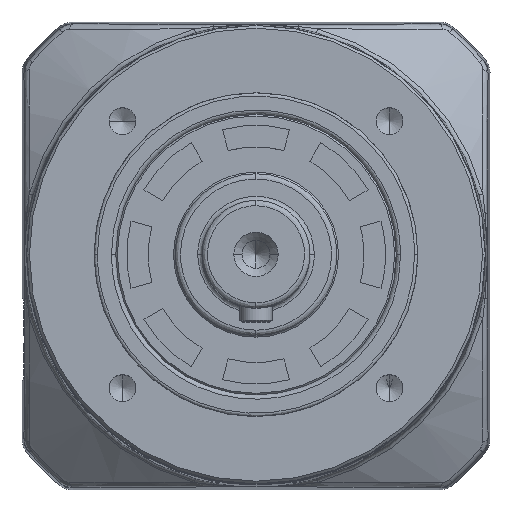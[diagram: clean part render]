
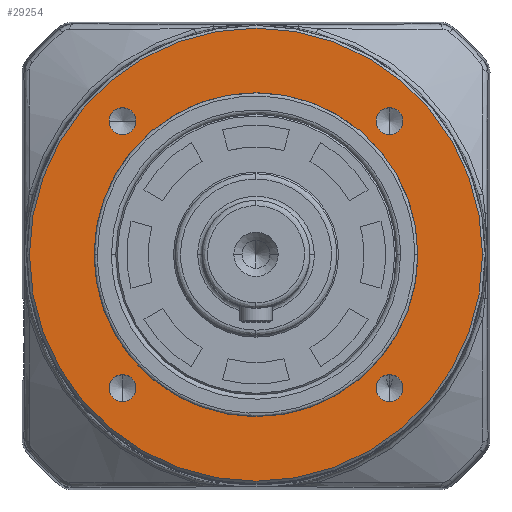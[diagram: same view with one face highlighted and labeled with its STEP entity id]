
A CAD part, top view. The second image highlights one B-rep face of the part: STEP entity #29254.
In plain terms, the highlighted planar face has unit normal (0, 0, 1).
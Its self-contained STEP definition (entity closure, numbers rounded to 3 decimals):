
#593 = CARTESIAN_POINT ( 'NONE',  ( -22.249, 24.749, 41.5 ) ) ;
#1507 = EDGE_LOOP ( 'NONE', ( #33465, #32026 ) ) ;
#2025 = DIRECTION ( 'NONE',  ( 1., 0., 0. ) ) ;
#2081 = DIRECTION ( 'NONE',  ( 0., 0., -1. ) ) ;
#2087 = CARTESIAN_POINT ( 'NONE',  ( -24.749, 24.749, 41.5 ) ) ;
#2173 = CIRCLE ( 'NONE', #5663, 2.5 ) ;
#2734 = ORIENTED_EDGE ( 'NONE', *, *, #39991, .T. ) ;
#3245 = PLANE ( 'NONE',  #47234 ) ;
#3954 = ORIENTED_EDGE ( 'NONE', *, *, #34200, .T. ) ;
#4401 = AXIS2_PLACEMENT_3D ( 'NONE', #2087, #2081, #2025 ) ;
#4526 = CIRCLE ( 'NONE', #40561, 42. ) ;
#4902 = FACE_BOUND ( 'NONE', #12029, .T. ) ;
#5517 = EDGE_CURVE ( 'NONE', #19045, #25507, #33093, .T. ) ;
#5663 = AXIS2_PLACEMENT_3D ( 'NONE', #34338, #34229, #34220 ) ;
#6591 = AXIS2_PLACEMENT_3D ( 'NONE', #30704, #7829, #34483 ) ;
#6888 = VERTEX_POINT ( 'NONE', #48241 ) ;
#7679 = CIRCLE ( 'NONE', #9857, 30. ) ;
#7691 = EDGE_LOOP ( 'NONE', ( #42563, #2734 ) ) ;
#7829 = DIRECTION ( 'NONE',  ( 0., 0., -1. ) ) ;
#7870 = VERTEX_POINT ( 'NONE', #25575 ) ;
#7957 = VERTEX_POINT ( 'NONE', #20366 ) ;
#8543 = AXIS2_PLACEMENT_3D ( 'NONE', #43140, #43036, #42970 ) ;
#8886 = VERTEX_POINT ( 'NONE', #593 ) ;
#9280 = CARTESIAN_POINT ( 'NONE',  ( 27.249, 24.749, 41.5 ) ) ;
#9857 = AXIS2_PLACEMENT_3D ( 'NONE', #43717, #43707, #43642 ) ;
#10043 = ORIENTED_EDGE ( 'NONE', *, *, #35601, .T. ) ;
#10673 = CARTESIAN_POINT ( 'NONE',  ( 24.749, -24.749, 41.5 ) ) ;
#11736 = CIRCLE ( 'NONE', #46934, 2.5 ) ;
#12029 = EDGE_LOOP ( 'NONE', ( #39340, #36898 ) ) ;
#12136 = EDGE_CURVE ( 'NONE', #16706, #44940, #4526, .T. ) ;
#12415 = AXIS2_PLACEMENT_3D ( 'NONE', #25073, #24910, #24891 ) ;
#12418 = CIRCLE ( 'NONE', #6591, 2.5 ) ;
#12580 = FACE_BOUND ( 'NONE', #30010, .T. ) ;
#13482 = CARTESIAN_POINT ( 'NONE',  ( -27.249, 24.749, 41.5 ) ) ;
#13805 = FACE_BOUND ( 'NONE', #7691, .T. ) ;
#14356 = CARTESIAN_POINT ( 'NONE',  ( -30., 0., 41.5 ) ) ;
#14530 = DIRECTION ( 'NONE',  ( 1., 0., 0. ) ) ;
#16706 = VERTEX_POINT ( 'NONE', #41707 ) ;
#17637 = CIRCLE ( 'NONE', #20777, 2.5 ) ;
#18025 = EDGE_LOOP ( 'NONE', ( #22845, #20329 ) ) ;
#18178 = EDGE_LOOP ( 'NONE', ( #10043, #3954 ) ) ;
#19045 = VERTEX_POINT ( 'NONE', #24669 ) ;
#20329 = ORIENTED_EDGE ( 'NONE', *, *, #12136, .F. ) ;
#20366 = CARTESIAN_POINT ( 'NONE',  ( -27.249, -24.749, 41.5 ) ) ;
#20638 = CARTESIAN_POINT ( 'NONE',  ( 22.249, 24.749, 41.5 ) ) ;
#20777 = AXIS2_PLACEMENT_3D ( 'NONE', #21448, #47982, #25302 ) ;
#21389 = EDGE_CURVE ( 'NONE', #7957, #6888, #25875, .T. ) ;
#21448 = CARTESIAN_POINT ( 'NONE',  ( 24.749, 24.749, 41.5 ) ) ;
#22015 = VERTEX_POINT ( 'NONE', #29659 ) ;
#22531 = VERTEX_POINT ( 'NONE', #9280 ) ;
#22845 = ORIENTED_EDGE ( 'NONE', *, *, #35992, .F. ) ;
#23525 = EDGE_CURVE ( 'NONE', #22015, #7870, #24750, .T. ) ;
#24431 = CARTESIAN_POINT ( 'NONE',  ( -42., 0., 41.5 ) ) ;
#24669 = CARTESIAN_POINT ( 'NONE',  ( 30., 0., 41.5 ) ) ;
#24750 = CIRCLE ( 'NONE', #29629, 2.5 ) ;
#24891 = DIRECTION ( 'NONE',  ( 1., 0., 0. ) ) ;
#24910 = DIRECTION ( 'NONE',  ( 0., 0., -1. ) ) ;
#25073 = CARTESIAN_POINT ( 'NONE',  ( 24.749, 24.749, 41.5 ) ) ;
#25265 = FACE_BOUND ( 'NONE', #18178, .T. ) ;
#25302 = DIRECTION ( 'NONE',  ( 1., 0., 0. ) ) ;
#25507 = VERTEX_POINT ( 'NONE', #14356 ) ;
#25575 = CARTESIAN_POINT ( 'NONE',  ( 27.249, -24.749, 41.5 ) ) ;
#25875 = CIRCLE ( 'NONE', #46252, 2.5 ) ;
#29254 = ADVANCED_FACE ( 'NONE', ( #12580, #34099, #13805, #31727, #4902, #25265 ), #3245, .T. ) ;
#29629 = AXIS2_PLACEMENT_3D ( 'NONE', #30767, #30712, #30703 ) ;
#29659 = CARTESIAN_POINT ( 'NONE',  ( 22.249, -24.749, 41.5 ) ) ;
#30010 = EDGE_LOOP ( 'NONE', ( #37404, #35353 ) ) ;
#30165 = DIRECTION ( 'NONE',  ( -1., 0., 0. ) ) ;
#30225 = DIRECTION ( 'NONE',  ( 0., 0., -1. ) ) ;
#30285 = CARTESIAN_POINT ( 'NONE',  ( 0., 0., 41.5 ) ) ;
#30703 = DIRECTION ( 'NONE',  ( 1., 0., 0. ) ) ;
#30704 = CARTESIAN_POINT ( 'NONE',  ( -24.749, -24.749, 41.5 ) ) ;
#30712 = DIRECTION ( 'NONE',  ( 0., 0., -1. ) ) ;
#30767 = CARTESIAN_POINT ( 'NONE',  ( 24.749, -24.749, 41.5 ) ) ;
#31727 = FACE_BOUND ( 'NONE', #1507, .T. ) ;
#32026 = ORIENTED_EDGE ( 'NONE', *, *, #23525, .T. ) ;
#33093 = CIRCLE ( 'NONE', #33888, 30. ) ;
#33465 = ORIENTED_EDGE ( 'NONE', *, *, #49171, .T. ) ;
#33888 = AXIS2_PLACEMENT_3D ( 'NONE', #40170, #40007, #39994 ) ;
#34099 = FACE_OUTER_BOUND ( 'NONE', #18025, .T. ) ;
#34200 = EDGE_CURVE ( 'NONE', #38327, #8886, #2173, .T. ) ;
#34220 = DIRECTION ( 'NONE',  ( 1., 0., 0. ) ) ;
#34229 = DIRECTION ( 'NONE',  ( 0., 0., -1. ) ) ;
#34338 = CARTESIAN_POINT ( 'NONE',  ( -24.749, 24.749, 41.5 ) ) ;
#34483 = DIRECTION ( 'NONE',  ( 1., 0., 0. ) ) ;
#34821 = VERTEX_POINT ( 'NONE', #20638 ) ;
#35025 = CIRCLE ( 'NONE', #8543, 42. ) ;
#35227 = CIRCLE ( 'NONE', #12415, 2.5 ) ;
#35353 = ORIENTED_EDGE ( 'NONE', *, *, #37216, .T. ) ;
#35601 = EDGE_CURVE ( 'NONE', #8886, #38327, #35613, .T. ) ;
#35613 = CIRCLE ( 'NONE', #4401, 2.5 ) ;
#35992 = EDGE_CURVE ( 'NONE', #44940, #16706, #35025, .T. ) ;
#36898 = ORIENTED_EDGE ( 'NONE', *, *, #21389, .T. ) ;
#37216 = EDGE_CURVE ( 'NONE', #25507, #19045, #7679, .T. ) ;
#37404 = ORIENTED_EDGE ( 'NONE', *, *, #5517, .T. ) ;
#37421 = DIRECTION ( 'NONE',  ( 0., 0., -1. ) ) ;
#38327 = VERTEX_POINT ( 'NONE', #13482 ) ;
#39340 = ORIENTED_EDGE ( 'NONE', *, *, #44681, .T. ) ;
#39991 = EDGE_CURVE ( 'NONE', #34821, #22531, #35227, .T. ) ;
#39994 = DIRECTION ( 'NONE',  ( 1., 0., 0. ) ) ;
#40007 = DIRECTION ( 'NONE',  ( 0., 0., -1. ) ) ;
#40170 = CARTESIAN_POINT ( 'NONE',  ( 0., 0., 41.5 ) ) ;
#40561 = AXIS2_PLACEMENT_3D ( 'NONE', #30285, #30225, #30165 ) ;
#41707 = CARTESIAN_POINT ( 'NONE',  ( 42., 0., 41.5 ) ) ;
#42563 = ORIENTED_EDGE ( 'NONE', *, *, #48619, .T. ) ;
#42970 = DIRECTION ( 'NONE',  ( -1., 0., 0. ) ) ;
#43036 = DIRECTION ( 'NONE',  ( 0., 0., -1. ) ) ;
#43140 = CARTESIAN_POINT ( 'NONE',  ( 0., 0., 41.5 ) ) ;
#43642 = DIRECTION ( 'NONE',  ( 1., 0., 0. ) ) ;
#43707 = DIRECTION ( 'NONE',  ( 0., 0., -1. ) ) ;
#43717 = CARTESIAN_POINT ( 'NONE',  ( 0., 0., 41.5 ) ) ;
#44510 = DIRECTION ( 'NONE',  ( 1., 0., 0. ) ) ;
#44524 = DIRECTION ( 'NONE',  ( 0., 0., -1. ) ) ;
#44572 = CARTESIAN_POINT ( 'NONE',  ( -24.749, -24.749, 41.5 ) ) ;
#44681 = EDGE_CURVE ( 'NONE', #6888, #7957, #12418, .T. ) ;
#44940 = VERTEX_POINT ( 'NONE', #24431 ) ;
#46252 = AXIS2_PLACEMENT_3D ( 'NONE', #44572, #44524, #44510 ) ;
#46934 = AXIS2_PLACEMENT_3D ( 'NONE', #10673, #37421, #14530 ) ;
#47234 = AXIS2_PLACEMENT_3D ( 'NONE', #49341, #48331, #48265 ) ;
#47982 = DIRECTION ( 'NONE',  ( 0., 0., -1. ) ) ;
#48241 = CARTESIAN_POINT ( 'NONE',  ( -22.249, -24.749, 41.5 ) ) ;
#48265 = DIRECTION ( 'NONE',  ( 1., 0., 0. ) ) ;
#48331 = DIRECTION ( 'NONE',  ( 0., 0., 1. ) ) ;
#48619 = EDGE_CURVE ( 'NONE', #22531, #34821, #17637, .T. ) ;
#49171 = EDGE_CURVE ( 'NONE', #7870, #22015, #11736, .T. ) ;
#49341 = CARTESIAN_POINT ( 'NONE',  ( 0., 0., 41.5 ) ) ;
